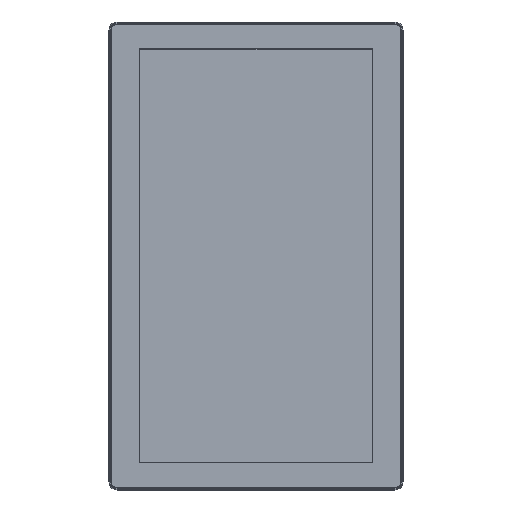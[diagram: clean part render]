
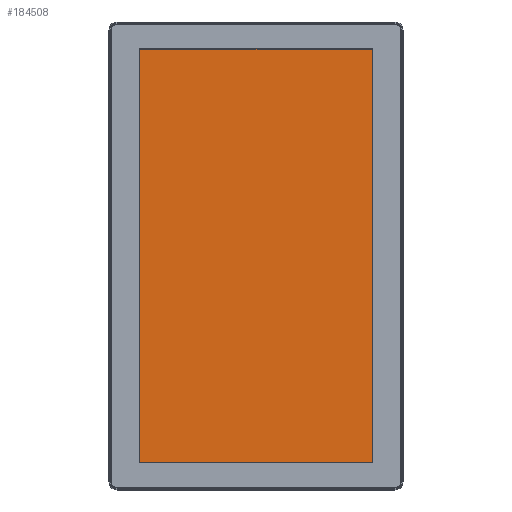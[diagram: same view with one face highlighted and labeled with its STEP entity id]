
A CAD part, top view. The second image highlights one B-rep face of the part: STEP entity #184508.
In plain terms, the highlighted planar face has unit normal (0, 0, 1).
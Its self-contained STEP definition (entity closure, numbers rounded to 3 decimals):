
#14020=FACE_OUTER_BOUND('',#24209,.T.);
#24209=EDGE_LOOP('',(#154326,#154327,#154328,#154329));
#43801=LINE('',#292340,#66038);
#43802=LINE('',#292342,#66039);
#43803=LINE('',#292344,#66040);
#43804=LINE('',#292345,#66041);
#66038=VECTOR('',#236520,10.);
#66039=VECTOR('',#236521,10.);
#66040=VECTOR('',#236522,10.);
#66041=VECTOR('',#236523,10.);
#84362=VERTEX_POINT('',#292338);
#84363=VERTEX_POINT('',#292339);
#84364=VERTEX_POINT('',#292341);
#84365=VERTEX_POINT('',#292343);
#108477=EDGE_CURVE('',#84362,#84363,#43801,.T.);
#108478=EDGE_CURVE('',#84363,#84364,#43802,.T.);
#108479=EDGE_CURVE('',#84364,#84365,#43803,.T.);
#108480=EDGE_CURVE('',#84365,#84362,#43804,.T.);
#154326=ORIENTED_EDGE('',*,*,#108477,.T.);
#154327=ORIENTED_EDGE('',*,*,#108478,.T.);
#154328=ORIENTED_EDGE('',*,*,#108479,.T.);
#154329=ORIENTED_EDGE('',*,*,#108480,.T.);
#175394=PLANE('',#197102);
#184508=ADVANCED_FACE('',(#14020),#175394,.T.);
#197102=AXIS2_PLACEMENT_3D('',#292337,#236518,#236519);
#236518=DIRECTION('center_axis',(0.,0.,1.));
#236519=DIRECTION('ref_axis',(1.,0.,0.));
#236520=DIRECTION('',(0.,1.,0.));
#236521=DIRECTION('',(-1.,0.,0.));
#236522=DIRECTION('',(0.,-1.,0.));
#236523=DIRECTION('',(1.,0.,0.));
#292337=CARTESIAN_POINT('Origin',(0.,-0.2,
0.));
#292338=CARTESIAN_POINT('',(96.8,-172.15,0.));
#292339=CARTESIAN_POINT('',(96.8,172.15,0.));
#292340=CARTESIAN_POINT('',(96.8,-86.175,0.));
#292341=CARTESIAN_POINT('',(-96.8,172.15,0.));
#292342=CARTESIAN_POINT('',(48.4,172.15,0.));
#292343=CARTESIAN_POINT('',(-96.8,-172.15,0.));
#292344=CARTESIAN_POINT('',(-96.8,85.975,0.));
#292345=CARTESIAN_POINT('',(-48.4,-172.15,0.));
